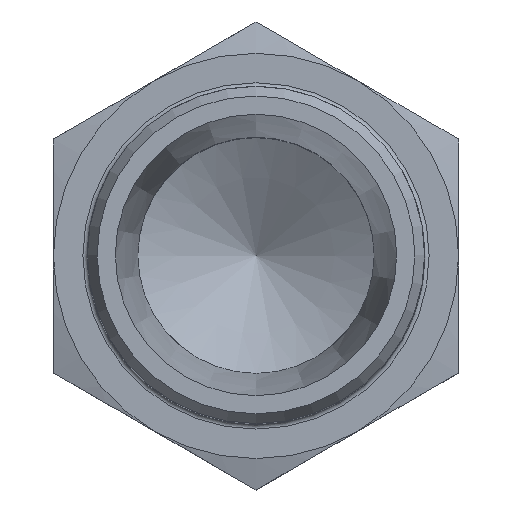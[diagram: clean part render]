
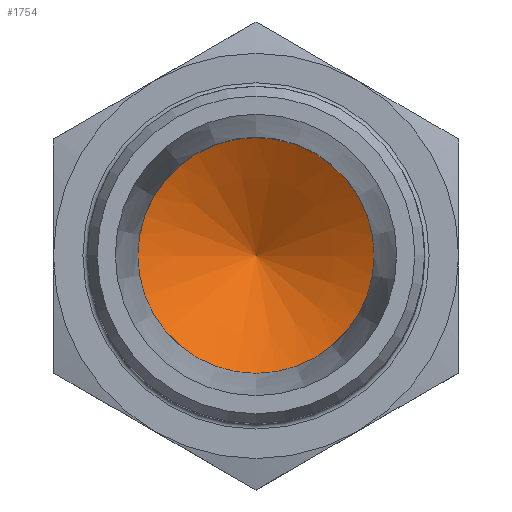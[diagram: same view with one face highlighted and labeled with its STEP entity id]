
A CAD part, top view. The second image highlights one B-rep face of the part: STEP entity #1754.
In plain terms, the highlighted conical face has half-angle 60 degrees and reference radius 5.25 mm.
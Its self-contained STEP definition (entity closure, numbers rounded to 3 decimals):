
#1738=CARTESIAN_POINT('',(0.0,0.0,1.969));
#1739=DIRECTION('',(0.0,0.0,1.0));
#1740=DIRECTION('',(1.0,0.0,0.0));
#1741=AXIS2_PLACEMENT_3D('',#1738,#1739,#1740);
#1742=CONICAL_SURFACE('',#1741,5.25,60.);
#1743=CARTESIAN_POINT('',(10.5,0.0,5.0));
#1744=VERTEX_POINT('',#1743);
#1745=CARTESIAN_POINT('',(0.0,0.0,5.0));
#1746=DIRECTION('',(0.0,0.0,1.0));
#1747=DIRECTION('',(1.0,0.0,0.0));
#1748=AXIS2_PLACEMENT_3D('',#1745,#1746,#1747);
#1749=CIRCLE('',#1748,10.5);
#1750=EDGE_CURVE('',#1744,#1744,#1749,.T.);
#1751=ORIENTED_EDGE('',*,*,#1750,.T.);
#1752=EDGE_LOOP('',(#1751));
#1753=FACE_OUTER_BOUND('',#1752,.T.);
#1754=ADVANCED_FACE('',(#1753),#1742,.F.);
